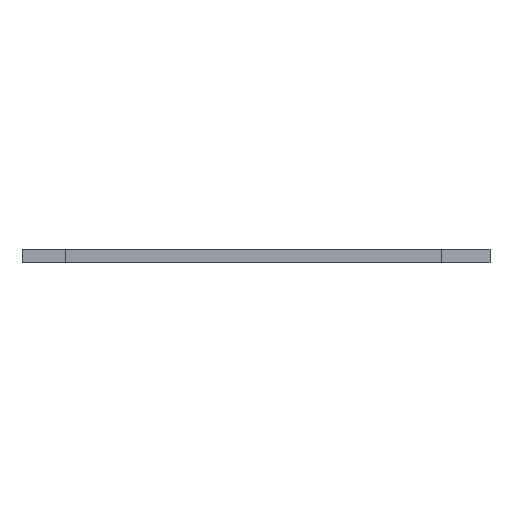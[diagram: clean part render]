
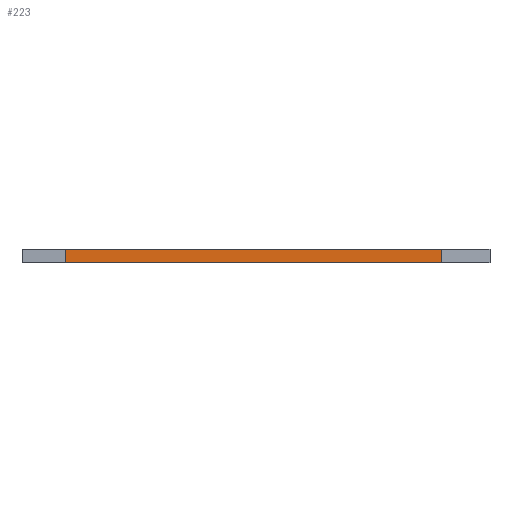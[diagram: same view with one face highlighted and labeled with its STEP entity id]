
A CAD part, front view. The second image highlights one B-rep face of the part: STEP entity #223.
In plain terms, the highlighted planar face has unit normal (0, -1, 0).
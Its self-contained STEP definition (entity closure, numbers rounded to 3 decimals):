
#165 = EDGE_CURVE('',#166,#168,#170,.T.);
#166 = VERTEX_POINT('',#167);
#167 = CARTESIAN_POINT('',(93.,24.5,0.));
#168 = VERTEX_POINT('',#169);
#169 = CARTESIAN_POINT('',(93.,24.5,-1.6));
#170 = LINE('',#171,#172);
#171 = CARTESIAN_POINT('',(93.,24.5,0.));
#172 = VECTOR('',#173,1.);
#173 = DIRECTION('',(0.,0.,-1.));
#223 = ADVANCED_FACE('',(#224),#249,.T.);
#224 = FACE_BOUND('',#225,.T.);
#225 = EDGE_LOOP('',(#226,#236,#242,#243));
#226 = ORIENTED_EDGE('',*,*,#227,.T.);
#227 = EDGE_CURVE('',#228,#230,#232,.T.);
#228 = VERTEX_POINT('',#229);
#229 = CARTESIAN_POINT('',(50.,24.5,0.));
#230 = VERTEX_POINT('',#231);
#231 = CARTESIAN_POINT('',(50.,24.5,-1.6));
#232 = LINE('',#233,#234);
#233 = CARTESIAN_POINT('',(50.,24.5,0.));
#234 = VECTOR('',#235,1.);
#235 = DIRECTION('',(0.,0.,-1.));
#236 = ORIENTED_EDGE('',*,*,#237,.T.);
#237 = EDGE_CURVE('',#230,#168,#238,.T.);
#238 = LINE('',#239,#240);
#239 = CARTESIAN_POINT('',(50.,24.5,-1.6));
#240 = VECTOR('',#241,1.);
#241 = DIRECTION('',(1.,0.,0.));
#242 = ORIENTED_EDGE('',*,*,#165,.F.);
#243 = ORIENTED_EDGE('',*,*,#244,.F.);
#244 = EDGE_CURVE('',#228,#166,#245,.T.);
#245 = LINE('',#246,#247);
#246 = CARTESIAN_POINT('',(50.,24.5,0.));
#247 = VECTOR('',#248,1.);
#248 = DIRECTION('',(1.,0.,0.));
#249 = PLANE('',#250);
#250 = AXIS2_PLACEMENT_3D('',#251,#252,#253);
#251 = CARTESIAN_POINT('',(50.,24.5,0.));
#252 = DIRECTION('',(0.,-1.,0.));
#253 = DIRECTION('',(1.,0.,0.));
